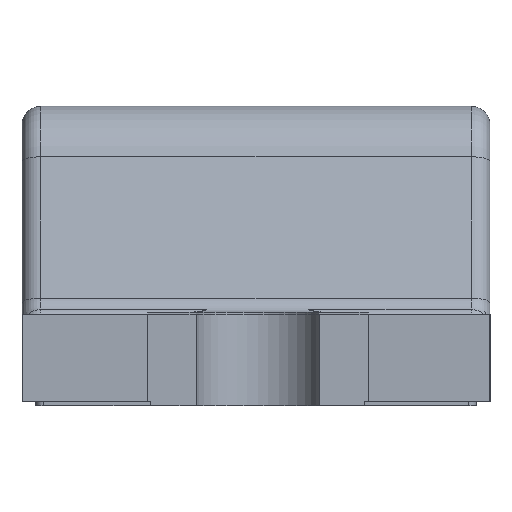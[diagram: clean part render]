
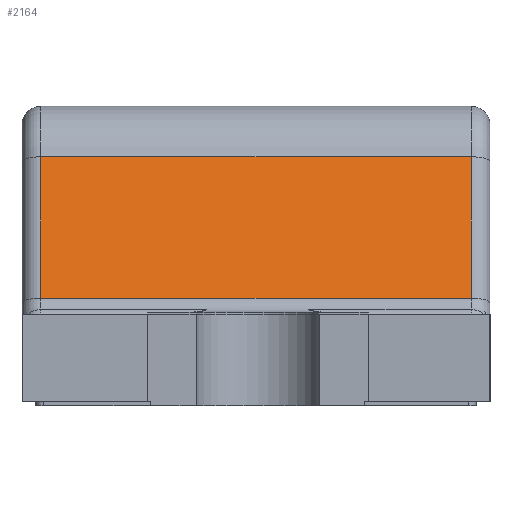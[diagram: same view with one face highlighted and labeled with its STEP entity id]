
A CAD part, left-side view. The second image highlights one B-rep face of the part: STEP entity #2164.
In plain terms, the highlighted planar face has unit normal (-0.967, 0, 0.253).
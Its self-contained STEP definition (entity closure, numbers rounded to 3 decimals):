
#398=ORIENTED_EDGE('',*,*,#813,.T.);
#399=ORIENTED_EDGE('',*,*,#815,.T.);
#400=ORIENTED_EDGE('',*,*,#816,.T.);
#401=ORIENTED_EDGE('',*,*,#817,.T.);
#813=EDGE_CURVE('',#1013,#1012,#1126,.T.);
#815=EDGE_CURVE('',#1012,#1014,#1127,.T.);
#816=EDGE_CURVE('',#1014,#1015,#1128,.F.);
#817=EDGE_CURVE('',#1015,#1013,#1129,.F.);
#1012=VERTEX_POINT('',#3174);
#1013=VERTEX_POINT('',#3176);
#1014=VERTEX_POINT('',#3180);
#1015=VERTEX_POINT('',#3182);
#1126=LINE('',#3175,#1254);
#1127=LINE('',#3179,#1255);
#1128=LINE('',#3181,#1256);
#1129=LINE('',#3183,#1257);
#1254=VECTOR('',#2620,1000.);
#1255=VECTOR('',#2625,1000.);
#1256=VECTOR('',#2626,1000.);
#1257=VECTOR('',#2627,1000.);
#1333=EDGE_LOOP('',(#398,#399,#400,#401));
#1421=FACE_BOUND('',#1333,.T.);
#1502=PLANE('',#2300);
#2164=ADVANCED_FACE('',(#1421),#1502,.F.);
#2300=AXIS2_PLACEMENT_3D('',#3178,#2623,#2624);
#2620=DIRECTION('',(0.,1.,0.));
#2623=DIRECTION('',(0.967,0.,-0.253));
#2624=DIRECTION('',(-0.253,0.,-0.967));
#2625=DIRECTION('',(-0.253,0.,-0.967));
#2626=DIRECTION('',(0.,1.,0.));
#2627=DIRECTION('',(-0.253,0.,-0.967));
#3174=CARTESIAN_POINT('',(-0.651,0.575,-0.135));
#3175=CARTESIAN_POINT('',(-0.651,-5.322,-0.135));
#3176=CARTESIAN_POINT('',(-0.651,-0.575,-0.135));
#3178=CARTESIAN_POINT('',(-0.76,-5.322,-0.55));
#3179=CARTESIAN_POINT('',(-0.75,0.575,-0.513));
#3180=CARTESIAN_POINT('',(-0.75,0.575,-0.513));
#3181=CARTESIAN_POINT('',(-0.75,-0.625,-0.513));
#3182=CARTESIAN_POINT('',(-0.75,-0.575,-0.513));
#3183=CARTESIAN_POINT('',(-0.76,-0.575,-0.55));
